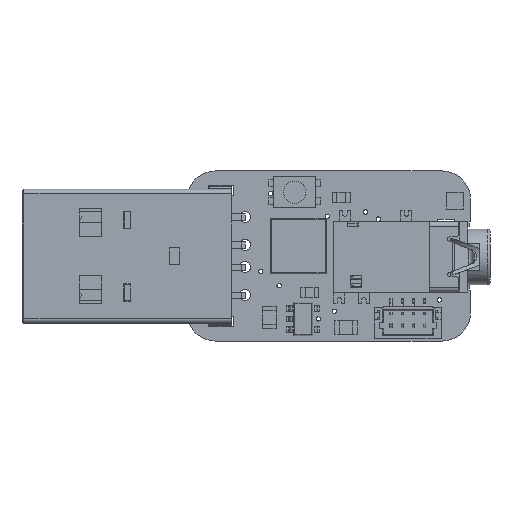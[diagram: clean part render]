
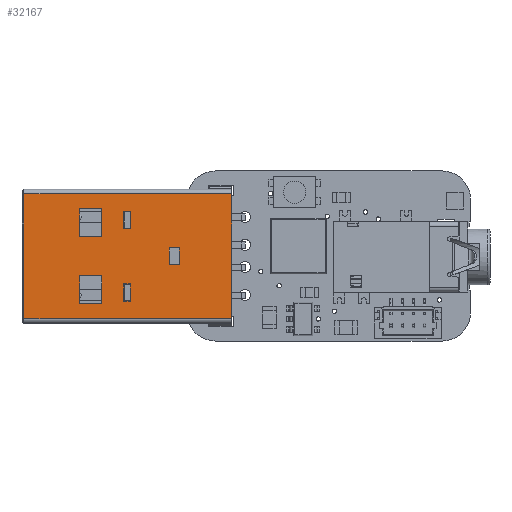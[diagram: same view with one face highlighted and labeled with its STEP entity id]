
A CAD part, top view. The second image highlights one B-rep face of the part: STEP entity #32167.
In plain terms, the highlighted planar face has unit normal (0, 0, 1).
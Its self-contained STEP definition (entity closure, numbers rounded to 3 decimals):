
#341=FACE_BOUND('',#3429,.T.);
#342=FACE_BOUND('',#3430,.T.);
#343=FACE_BOUND('',#3431,.T.);
#344=FACE_BOUND('',#3432,.T.);
#345=FACE_BOUND('',#3433,.T.);
#1629=FACE_OUTER_BOUND('',#3428,.T.);
#3428=EDGE_LOOP('',(#21790,#21791,#21792,#21793));
#3429=EDGE_LOOP('',(#21794,#21795,#21796,#21797));
#3430=EDGE_LOOP('',(#21798,#21799,#21800,#21801));
#3431=EDGE_LOOP('',(#21802,#21803,#21804,#21805));
#3432=EDGE_LOOP('',(#21806,#21807,#21808,#21809));
#3433=EDGE_LOOP('',(#21810,#21811,#21812,#21813));
#5150=LINE('',#45543,#9046);
#5545=LINE('',#46713,#9441);
#5548=LINE('',#46719,#9444);
#5549=LINE('',#46720,#9445);
#5550=LINE('',#46721,#9446);
#5551=LINE('',#46723,#9447);
#5552=LINE('',#46725,#9448);
#5553=LINE('',#46726,#9449);
#5554=LINE('',#46729,#9450);
#5555=LINE('',#46731,#9451);
#5556=LINE('',#46733,#9452);
#5557=LINE('',#46734,#9453);
#5558=LINE('',#46737,#9454);
#5559=LINE('',#46739,#9455);
#5560=LINE('',#46741,#9456);
#5561=LINE('',#46742,#9457);
#5562=LINE('',#46745,#9458);
#5563=LINE('',#46747,#9459);
#5564=LINE('',#46749,#9460);
#5565=LINE('',#46750,#9461);
#5566=LINE('',#46753,#9462);
#5567=LINE('',#46755,#9463);
#5568=LINE('',#46757,#9464);
#5569=LINE('',#46758,#9465);
#9046=VECTOR('',#36748,11.2);
#9441=VECTOR('',#37527,2.);
#9444=VECTOR('',#37532,11.2);
#9445=VECTOR('',#37533,18.627);
#9446=VECTOR('',#37534,18.627);
#9447=VECTOR('',#37535,2.5);
#9448=VECTOR('',#37536,2.);
#9449=VECTOR('',#37537,2.5);
#9450=VECTOR('',#37538,2.5);
#9451=VECTOR('',#37539,2.);
#9452=VECTOR('',#37540,2.5);
#9453=VECTOR('',#37541,2.);
#9454=VECTOR('',#37542,0.6);
#9455=VECTOR('',#37543,1.55);
#9456=VECTOR('',#37544,0.6);
#9457=VECTOR('',#37545,1.55);
#9458=VECTOR('',#37546,0.6);
#9459=VECTOR('',#37547,1.55);
#9460=VECTOR('',#37548,0.6);
#9461=VECTOR('',#37549,1.55);
#9462=VECTOR('',#37550,0.9);
#9463=VECTOR('',#37551,1.5);
#9464=VECTOR('',#37552,0.9);
#9465=VECTOR('',#37553,1.5);
#12960=VERTEX_POINT('',#45540);
#12961=VERTEX_POINT('',#45542);
#13341=VERTEX_POINT('',#46711);
#13342=VERTEX_POINT('',#46712);
#13343=VERTEX_POINT('',#46717);
#13344=VERTEX_POINT('',#46718);
#13345=VERTEX_POINT('',#46722);
#13346=VERTEX_POINT('',#46724);
#13347=VERTEX_POINT('',#46727);
#13348=VERTEX_POINT('',#46728);
#13349=VERTEX_POINT('',#46730);
#13350=VERTEX_POINT('',#46732);
#13351=VERTEX_POINT('',#46735);
#13352=VERTEX_POINT('',#46736);
#13353=VERTEX_POINT('',#46738);
#13354=VERTEX_POINT('',#46740);
#13355=VERTEX_POINT('',#46743);
#13356=VERTEX_POINT('',#46744);
#13357=VERTEX_POINT('',#46746);
#13358=VERTEX_POINT('',#46748);
#13359=VERTEX_POINT('',#46751);
#13360=VERTEX_POINT('',#46752);
#13361=VERTEX_POINT('',#46754);
#13362=VERTEX_POINT('',#46756);
#16108=EDGE_CURVE('',#12961,#12960,#5150,.T.);
#16602=EDGE_CURVE('',#13341,#13342,#5545,.T.);
#16605=EDGE_CURVE('',#13343,#13344,#5548,.T.);
#16606=EDGE_CURVE('',#12961,#13343,#5549,.T.);
#16607=EDGE_CURVE('',#12960,#13344,#5550,.T.);
#16608=EDGE_CURVE('',#13345,#13341,#5551,.T.);
#16609=EDGE_CURVE('',#13346,#13345,#5552,.T.);
#16610=EDGE_CURVE('',#13342,#13346,#5553,.T.);
#16611=EDGE_CURVE('',#13347,#13348,#5554,.T.);
#16612=EDGE_CURVE('',#13349,#13347,#5555,.T.);
#16613=EDGE_CURVE('',#13350,#13349,#5556,.T.);
#16614=EDGE_CURVE('',#13348,#13350,#5557,.T.);
#16615=EDGE_CURVE('',#13351,#13352,#5558,.T.);
#16616=EDGE_CURVE('',#13353,#13351,#5559,.T.);
#16617=EDGE_CURVE('',#13354,#13353,#5560,.T.);
#16618=EDGE_CURVE('',#13352,#13354,#5561,.T.);
#16619=EDGE_CURVE('',#13355,#13356,#5562,.T.);
#16620=EDGE_CURVE('',#13357,#13355,#5563,.T.);
#16621=EDGE_CURVE('',#13358,#13357,#5564,.T.);
#16622=EDGE_CURVE('',#13356,#13358,#5565,.T.);
#16623=EDGE_CURVE('',#13359,#13360,#5566,.T.);
#16624=EDGE_CURVE('',#13360,#13361,#5567,.T.);
#16625=EDGE_CURVE('',#13362,#13361,#5568,.T.);
#16626=EDGE_CURVE('',#13359,#13362,#5569,.T.);
#21790=ORIENTED_EDGE('',*,*,#16605,.F.);
#21791=ORIENTED_EDGE('',*,*,#16606,.F.);
#21792=ORIENTED_EDGE('',*,*,#16108,.T.);
#21793=ORIENTED_EDGE('',*,*,#16607,.T.);
#21794=ORIENTED_EDGE('',*,*,#16602,.F.);
#21795=ORIENTED_EDGE('',*,*,#16608,.F.);
#21796=ORIENTED_EDGE('',*,*,#16609,.F.);
#21797=ORIENTED_EDGE('',*,*,#16610,.F.);
#21798=ORIENTED_EDGE('',*,*,#16611,.F.);
#21799=ORIENTED_EDGE('',*,*,#16612,.F.);
#21800=ORIENTED_EDGE('',*,*,#16613,.F.);
#21801=ORIENTED_EDGE('',*,*,#16614,.F.);
#21802=ORIENTED_EDGE('',*,*,#16615,.F.);
#21803=ORIENTED_EDGE('',*,*,#16616,.F.);
#21804=ORIENTED_EDGE('',*,*,#16617,.F.);
#21805=ORIENTED_EDGE('',*,*,#16618,.F.);
#21806=ORIENTED_EDGE('',*,*,#16619,.F.);
#21807=ORIENTED_EDGE('',*,*,#16620,.F.);
#21808=ORIENTED_EDGE('',*,*,#16621,.F.);
#21809=ORIENTED_EDGE('',*,*,#16622,.F.);
#21810=ORIENTED_EDGE('',*,*,#16623,.T.);
#21811=ORIENTED_EDGE('',*,*,#16624,.T.);
#21812=ORIENTED_EDGE('',*,*,#16625,.F.);
#21813=ORIENTED_EDGE('',*,*,#16626,.F.);
#30122=PLANE('',#34210);
#32167=ADVANCED_FACE('',(#1629,#341,#342,#343,#344,#345),#30122,.T.);
#34210=AXIS2_PLACEMENT_3D('',#46716,#37530,#37531);
#36748=DIRECTION('',(-1.,0.,0.));
#37527=DIRECTION('',(0.,1.,0.));
#37530=DIRECTION('center_axis',(0.,0.,1.));
#37531=DIRECTION('ref_axis',(-1.,0.,0.));
#37532=DIRECTION('',(-1.,0.,0.));
#37533=DIRECTION('',(0.,-1.,0.));
#37534=DIRECTION('',(0.,-1.,0.));
#37535=DIRECTION('',(1.,0.,0.));
#37536=DIRECTION('',(0.,-1.,0.));
#37537=DIRECTION('',(-1.,0.,0.));
#37538=DIRECTION('',(-1.,0.,0.));
#37539=DIRECTION('',(0.,1.,0.));
#37540=DIRECTION('',(1.,0.,0.));
#37541=DIRECTION('',(0.,-1.,0.));
#37542=DIRECTION('',(0.,-1.,0.));
#37543=DIRECTION('',(-1.,0.,0.));
#37544=DIRECTION('',(0.,1.,0.));
#37545=DIRECTION('',(1.,0.,0.));
#37546=DIRECTION('',(0.,-1.,0.));
#37547=DIRECTION('',(-1.,0.,0.));
#37548=DIRECTION('',(0.,1.,0.));
#37549=DIRECTION('',(1.,0.,0.));
#37550=DIRECTION('',(0.,1.,0.));
#37551=DIRECTION('',(1.,0.,0.));
#37552=DIRECTION('',(0.,1.,0.));
#37553=DIRECTION('',(1.,0.,0.));
#45540=CARTESIAN_POINT('',(-5.57,0.968,3.07));
#45542=CARTESIAN_POINT('',(5.63,0.968,3.07));
#45543=CARTESIAN_POINT('',(5.63,0.968,3.07));
#46711=CARTESIAN_POINT('',(4.28,-12.672,3.07));
#46712=CARTESIAN_POINT('',(4.28,-10.672,3.07));
#46713=CARTESIAN_POINT('',(4.28,-12.672,3.07));
#46716=CARTESIAN_POINT('Origin',(5.63,0.968,3.07));
#46717=CARTESIAN_POINT('',(5.63,-17.659,3.07));
#46718=CARTESIAN_POINT('',(-5.57,-17.659,3.07));
#46719=CARTESIAN_POINT('',(5.63,-17.659,3.07));
#46720=CARTESIAN_POINT('',(5.63,0.968,3.07));
#46721=CARTESIAN_POINT('',(-5.57,0.968,3.07));
#46722=CARTESIAN_POINT('',(1.78,-12.672,3.07));
#46723=CARTESIAN_POINT('',(1.78,-12.672,3.07));
#46724=CARTESIAN_POINT('',(1.78,-10.672,3.07));
#46725=CARTESIAN_POINT('',(1.78,-10.672,3.07));
#46726=CARTESIAN_POINT('',(4.28,-10.672,3.07));
#46727=CARTESIAN_POINT('',(-1.72,-10.672,3.07));
#46728=CARTESIAN_POINT('',(-4.22,-10.672,3.07));
#46729=CARTESIAN_POINT('',(-1.72,-10.672,3.07));
#46730=CARTESIAN_POINT('',(-1.72,-12.672,3.07));
#46731=CARTESIAN_POINT('',(-1.72,-12.672,3.07));
#46732=CARTESIAN_POINT('',(-4.22,-12.672,3.07));
#46733=CARTESIAN_POINT('',(-4.22,-12.672,3.07));
#46734=CARTESIAN_POINT('',(-4.22,-10.672,3.07));
#46735=CARTESIAN_POINT('',(-4.,-8.132,3.07));
#46736=CARTESIAN_POINT('',(-4.,-8.732,3.07));
#46737=CARTESIAN_POINT('',(-4.,-8.132,3.07));
#46738=CARTESIAN_POINT('',(-2.45,-8.132,3.07));
#46739=CARTESIAN_POINT('',(-2.45,-8.132,3.07));
#46740=CARTESIAN_POINT('',(-2.45,-8.732,3.07));
#46741=CARTESIAN_POINT('',(-2.45,-8.732,3.07));
#46742=CARTESIAN_POINT('',(-4.,-8.732,3.07));
#46743=CARTESIAN_POINT('',(2.51,-8.132,3.07));
#46744=CARTESIAN_POINT('',(2.51,-8.732,3.07));
#46745=CARTESIAN_POINT('',(2.51,-8.132,3.07));
#46746=CARTESIAN_POINT('',(4.06,-8.132,3.07));
#46747=CARTESIAN_POINT('',(4.06,-8.132,3.07));
#46748=CARTESIAN_POINT('',(4.06,-8.732,3.07));
#46749=CARTESIAN_POINT('',(4.06,-8.732,3.07));
#46750=CARTESIAN_POINT('',(2.51,-8.732,3.07));
#46751=CARTESIAN_POINT('',(-0.72,-4.632,3.07));
#46752=CARTESIAN_POINT('',(-0.72,-3.732,3.07));
#46753=CARTESIAN_POINT('',(-0.72,-4.632,3.07));
#46754=CARTESIAN_POINT('',(0.78,-3.732,3.07));
#46755=CARTESIAN_POINT('',(-0.72,-3.732,3.07));
#46756=CARTESIAN_POINT('',(0.78,-4.632,3.07));
#46757=CARTESIAN_POINT('',(0.78,-4.632,3.07));
#46758=CARTESIAN_POINT('',(-0.72,-4.632,3.07));
